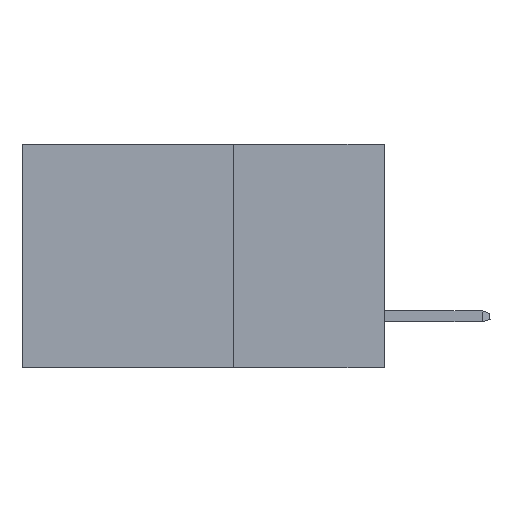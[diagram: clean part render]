
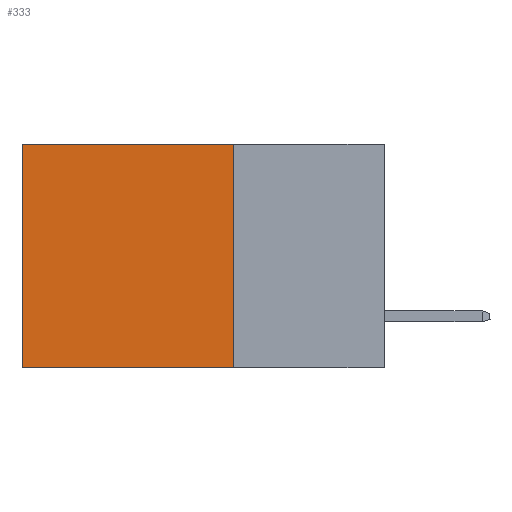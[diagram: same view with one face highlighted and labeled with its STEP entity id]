
A CAD part, left-side view. The second image highlights one B-rep face of the part: STEP entity #333.
In plain terms, the highlighted planar face has unit normal (-1, 0, 0).
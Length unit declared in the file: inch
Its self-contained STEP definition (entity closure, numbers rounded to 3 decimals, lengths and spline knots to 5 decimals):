
#333 = ADVANCED_FACE ( 'NONE', ( #4356 ), #11933, .F. ) ;
#360 = CARTESIAN_POINT ( 'NONE',  ( 0.298, 0.25, 0. ) ) ;
#994 = LINE ( 'NONE', #2444, #11655 ) ;
#1115 = LINE ( 'NONE', #3513, #4216 ) ;
#1412 = VECTOR ( 'NONE', #1660, 39.37008 ) ;
#1660 = DIRECTION ( 'NONE',  ( 0., 0., -1. ) ) ;
#1789 = ORIENTED_EDGE ( 'NONE', *, *, #9651, .T. ) ;
#2444 = CARTESIAN_POINT ( 'NONE',  ( 0.298, 0.25, 0. ) ) ;
#3463 = VERTEX_POINT ( 'NONE', #9073 ) ;
#3507 = DIRECTION ( 'NONE',  ( 0., 0., -1. ) ) ;
#3513 = CARTESIAN_POINT ( 'NONE',  ( 0.298, 0.25, -0.37 ) ) ;
#3648 = EDGE_CURVE ( 'NONE', #3463, #9278, #11292, .T. ) ;
#4026 = VERTEX_POINT ( 'NONE', #9961 ) ;
#4216 = VECTOR ( 'NONE', #8622, 39.37008 ) ;
#4356 = FACE_OUTER_BOUND ( 'NONE', #7208, .T. ) ;
#4722 = DIRECTION ( 'NONE',  ( 1., 0., 0. ) ) ;
#4723 = EDGE_CURVE ( 'NONE', #4026, #9278, #1115, .T. ) ;
#5812 = DIRECTION ( 'NONE',  ( 0., 0., -1. ) ) ;
#5904 = AXIS2_PLACEMENT_3D ( 'NONE', #13011, #4722, #5812 ) ;
#7208 = EDGE_LOOP ( 'NONE', ( #8480, #10180, #11880, #1789 ) ) ;
#7853 = EDGE_CURVE ( 'NONE', #10329, #4026, #9638, .T. ) ;
#8480 = ORIENTED_EDGE ( 'NONE', *, *, #3648, .T. ) ;
#8622 = DIRECTION ( 'NONE',  ( 0., 1., 0. ) ) ;
#9073 = CARTESIAN_POINT ( 'NONE',  ( 0.298, 0.6, 0. ) ) ;
#9278 = VERTEX_POINT ( 'NONE', #11974 ) ;
#9638 = LINE ( 'NONE', #360, #10141 ) ;
#9651 = EDGE_CURVE ( 'NONE', #10329, #3463, #994, .T. ) ;
#9810 = DIRECTION ( 'NONE',  ( 0., 1., 0. ) ) ;
#9961 = CARTESIAN_POINT ( 'NONE',  ( 0.298, 0.25, -0.37 ) ) ;
#10141 = VECTOR ( 'NONE', #3507, 39.37008 ) ;
#10180 = ORIENTED_EDGE ( 'NONE', *, *, #4723, .F. ) ;
#10329 = VERTEX_POINT ( 'NONE', #12538 ) ;
#11292 = LINE ( 'NONE', #11466, #1412 ) ;
#11466 = CARTESIAN_POINT ( 'NONE',  ( 0.298, 0.6, 0. ) ) ;
#11655 = VECTOR ( 'NONE', #9810, 39.37008 ) ;
#11880 = ORIENTED_EDGE ( 'NONE', *, *, #7853, .F. ) ;
#11933 = PLANE ( 'NONE',  #5904 ) ;
#11974 = CARTESIAN_POINT ( 'NONE',  ( 0.298, 0.6, -0.37 ) ) ;
#12538 = CARTESIAN_POINT ( 'NONE',  ( 0.298, 0.25, 0. ) ) ;
#13011 = CARTESIAN_POINT ( 'NONE',  ( 0.298, 0.25, 0. ) ) ;
